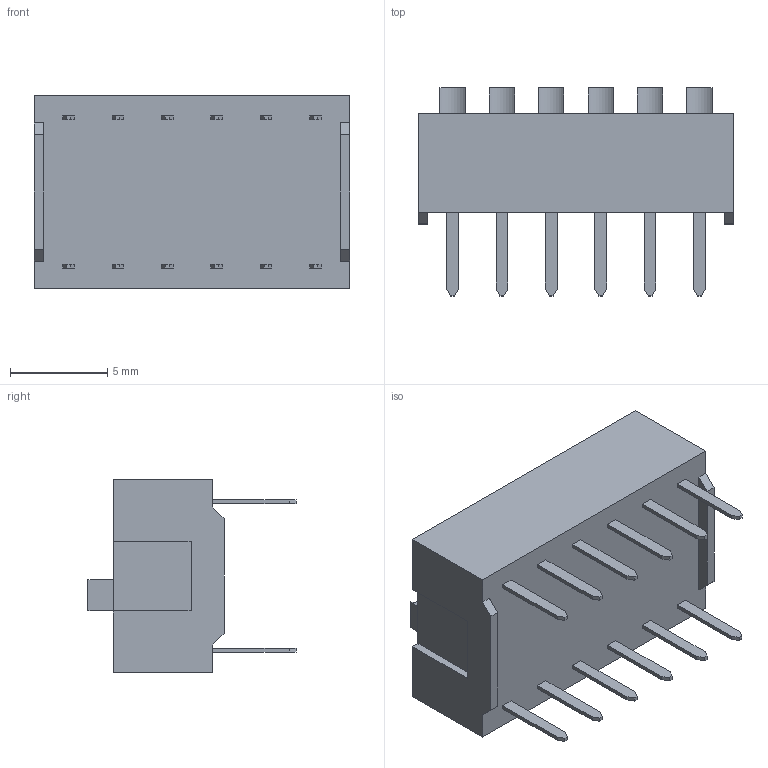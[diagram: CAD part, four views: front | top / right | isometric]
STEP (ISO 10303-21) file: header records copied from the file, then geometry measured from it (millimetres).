
FILE_DESCRIPTION (( 'STEP AP214' ), '1' );
FILE_NAME ('DIP-Switch 6.STEP', '2016-05-19T10:31:59', ( '' ), ( '' ), 'SwSTEP 2.0', 'SolidWorks 2015', '' );
FILE_SCHEMA (( 'AUTOMOTIVE_DESIGN' ));
Length unit declared in the file: millimetre
Products named in the file (1): DIP-Switch 6
Bounding box: 16.24 x 10.7 x 9.9 mm (x, y, z)
Volume: 822.1 mm3; surface area: 785.1 mm2
Topology: 1 solids, 1 shells, 320 faces, 846 edges, 556 vertices
Faces by surface type: plane 218, bspline 84, cylinder 18
Entity records: 16344 total; most frequent: CARTESIAN_POINT 5407, ORIENTED_EDGE 1692, DIRECTION 1188, EDGE_CURVE 846, VECTOR 642, LINE 642, VERTEX_POINT 556, EDGE_LOOP 348
